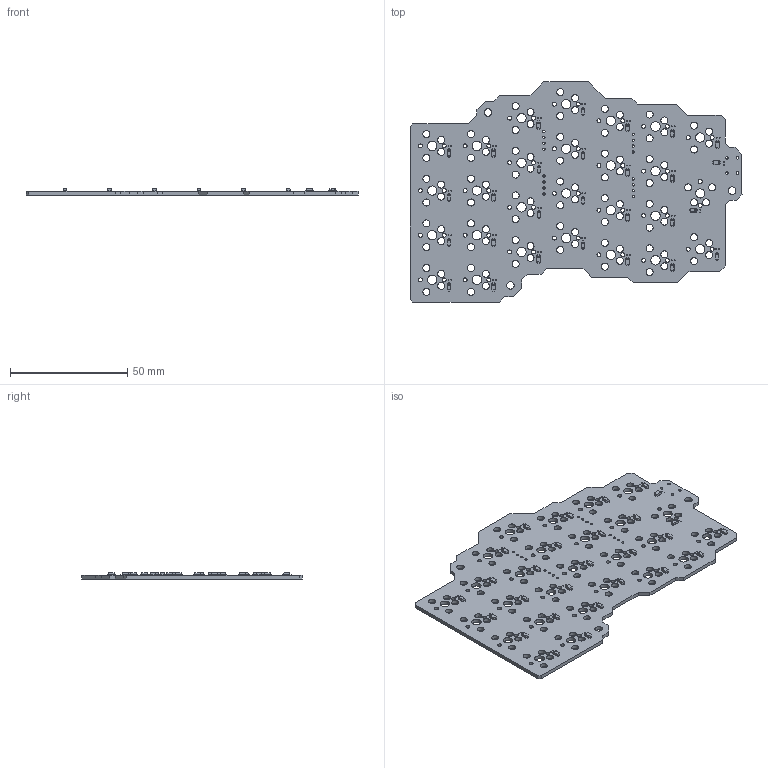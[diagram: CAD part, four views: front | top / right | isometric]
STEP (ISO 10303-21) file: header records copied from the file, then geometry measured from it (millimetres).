
FILE_DESCRIPTION(('KiCad electronic assembly'),'2;1');
FILE_NAME('mykeeb.step','2022-05-08T18:26:38',('Pcbnew'),('Kicad'), 'Open CASCADE STEP processor 7.5','KiCad to STEP converter','Unknown' );
FILE_SCHEMA(('AUTOMOTIVE_DESIGN { 1 0 10303 214 1 1 1 1 }'));
Length unit declared in the file: millimetre
Products named in the file (4): mykeeb 1; D_SOD-123F; SOLID; mykeeb PCB
Assembly tree (30 placements, depth 3):
  mykeeb 1
    D_SOD-123F  x28
      SOLID
    mykeeb PCB
Bounding box: 141.68 x 94.06 x 2.75 mm (x, y, z)
Volume: 14942 mm3; surface area: 22640.6 mm2
Topology: 29 solids, 29 shells, 1070 faces, 2616 edges, 1632 vertices
Faces by surface type: bspline 756, cylinder 268, plane 46
Full cylindrical faces by diameter (mm): 0.4 x56, 1 x16, 1.1 x4, 1.702 x54, 3 x108, 3.2 x3, 3.988 x27
Entity records: 27576 total; most frequent: CARTESIAN_POINT 7565, DIRECTION 3498, ORIENTED_EDGE 1992, PCURVE 1992, DEFINITIONAL_REPRESENTATION 1992, LINE 1736, VECTOR 1736, EDGE_CURVE 996
